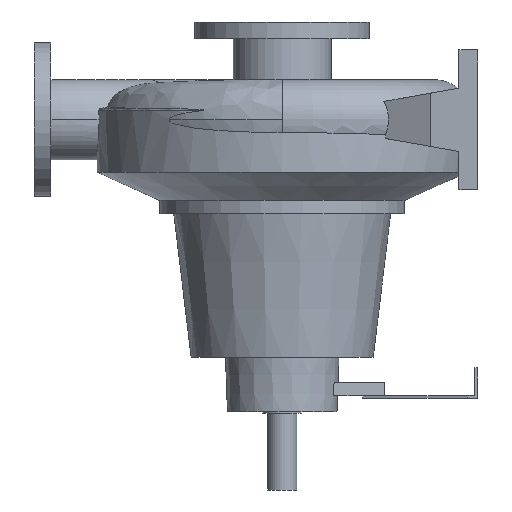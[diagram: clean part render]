
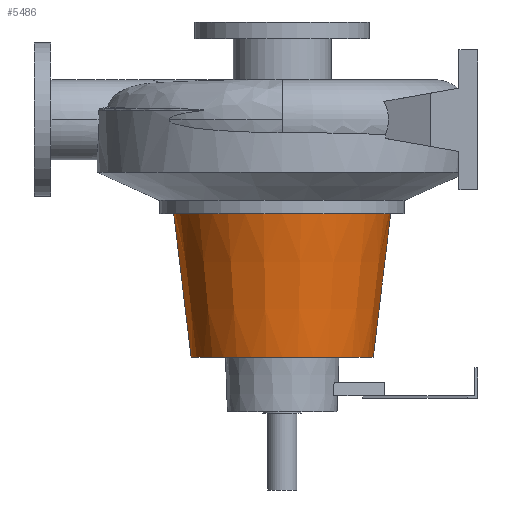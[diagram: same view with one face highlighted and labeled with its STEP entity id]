
A CAD part, left-side view. The second image highlights one B-rep face of the part: STEP entity #5486.
In plain terms, the highlighted conical face has half-angle 6.933 degrees and reference radius 130.3 mm.
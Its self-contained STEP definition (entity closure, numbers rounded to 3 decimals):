
#22 = CARTESIAN_POINT ( 'NONE',  ( 0., 0., -134.5 ) ) ;
#148 = CIRCLE ( 'NONE', #3010, 130.3 ) ;
#212 = CARTESIAN_POINT ( 'NONE',  ( 0., -130.3, -340. ) ) ;
#257 = DIRECTION ( 'NONE',  ( 0., -1., 0. ) ) ;
#355 = EDGE_CURVE ( 'NONE', #2962, #2963, #400, .T. ) ;
#400 = LINE ( 'NONE', #992, #7042 ) ;
#906 = ORIENTED_EDGE ( 'NONE', *, *, #3465, .T. ) ;
#992 = CARTESIAN_POINT ( 'NONE',  ( 0., 130.3, -340. ) ) ;
#1085 = EDGE_LOOP ( 'NONE', ( #5611, #5809, #906, #3213 ) ) ;
#1166 = DIRECTION ( 'NONE',  ( 0., 0., 1. ) ) ;
#1318 = CARTESIAN_POINT ( 'NONE',  ( 0., -155.29, -134.5 ) ) ;
#2106 = DIRECTION ( 'NONE',  ( 0., -0.121, 0.993 ) ) ;
#2173 = VECTOR ( 'NONE', #2106, 1000. ) ;
#2217 = DIRECTION ( 'NONE',  ( 0., -1., 0. ) ) ;
#2567 = LINE ( 'NONE', #6612, #2173 ) ;
#2667 = EDGE_CURVE ( 'NONE', #2962, #4480, #148, .T. ) ;
#2962 = VERTEX_POINT ( 'NONE', #6078 ) ;
#2963 = VERTEX_POINT ( 'NONE', #3704 ) ;
#3010 = AXIS2_PLACEMENT_3D ( 'NONE', #6800, #3487, #6165 ) ;
#3093 = CARTESIAN_POINT ( 'NONE',  ( 0., 0., -340. ) ) ;
#3213 = ORIENTED_EDGE ( 'NONE', *, *, #6616, .F. ) ;
#3465 = EDGE_CURVE ( 'NONE', #4480, #6709, #2567, .T. ) ;
#3487 = DIRECTION ( 'NONE',  ( 0., 0., 1. ) ) ;
#3704 = CARTESIAN_POINT ( 'NONE',  ( 0., 155.29, -134.5 ) ) ;
#4480 = VERTEX_POINT ( 'NONE', #212 ) ;
#4699 = AXIS2_PLACEMENT_3D ( 'NONE', #3093, #5357, #257 ) ;
#5357 = DIRECTION ( 'NONE',  ( 0., 0., 1. ) ) ;
#5425 = AXIS2_PLACEMENT_3D ( 'NONE', #22, #1166, #2217 ) ;
#5486 = ADVANCED_FACE ( 'NONE', ( #5914 ), #7314, .T. ) ;
#5611 = ORIENTED_EDGE ( 'NONE', *, *, #355, .F. ) ;
#5809 = ORIENTED_EDGE ( 'NONE', *, *, #2667, .T. ) ;
#5914 = FACE_OUTER_BOUND ( 'NONE', #1085, .T. ) ;
#6078 = CARTESIAN_POINT ( 'NONE',  ( 0., 130.3, -340. ) ) ;
#6130 = DIRECTION ( 'NONE',  ( 0., 0.121, 0.993 ) ) ;
#6165 = DIRECTION ( 'NONE',  ( 0., -1., 0. ) ) ;
#6499 = CIRCLE ( 'NONE', #5425, 155.29 ) ;
#6612 = CARTESIAN_POINT ( 'NONE',  ( 0., -130.3, -340. ) ) ;
#6616 = EDGE_CURVE ( 'NONE', #2963, #6709, #6499, .T. ) ;
#6709 = VERTEX_POINT ( 'NONE', #1318 ) ;
#6800 = CARTESIAN_POINT ( 'NONE',  ( 0., 0., -340. ) ) ;
#7042 = VECTOR ( 'NONE', #6130, 1000. ) ;
#7314 = CONICAL_SURFACE ( 'NONE', #4699, 130.3, 0.121 ) ;
